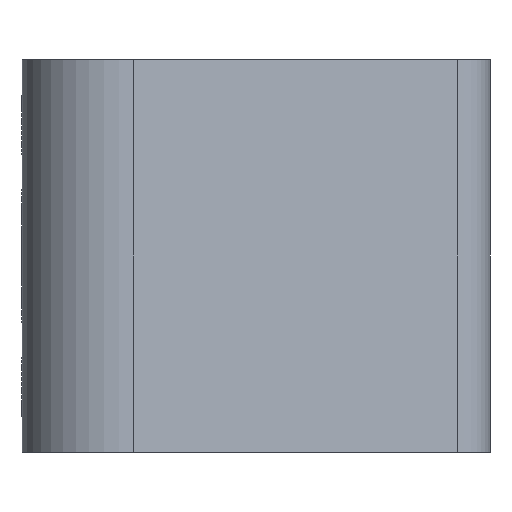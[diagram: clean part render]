
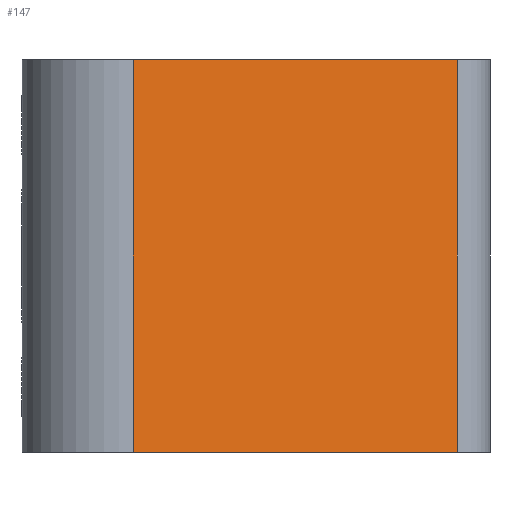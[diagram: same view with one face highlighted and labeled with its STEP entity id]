
A CAD part, front view. The second image highlights one B-rep face of the part: STEP entity #147.
In plain terms, the highlighted planar face has unit normal (0.259, -0.966, 0).
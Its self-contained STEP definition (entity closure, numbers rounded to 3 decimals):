
#119 = EDGE_CURVE ( 'NONE', #1430, #1384, #299, .T. ) ;
#144 = DIRECTION ( 'NONE',  ( -0.259, 0.966, 0. ) ) ;
#147 = ADVANCED_FACE ( 'NONE', ( #1835 ), #1018, .F. ) ;
#153 = CARTESIAN_POINT ( 'NONE',  ( 12.588, -131.659, 22.225 ) ) ;
#299 = LINE ( 'NONE', #1134, #1213 ) ;
#311 = ORIENTED_EDGE ( 'NONE', *, *, #1471, .T. ) ;
#440 = ORIENTED_EDGE ( 'NONE', *, *, #992, .F. ) ;
#442 = CARTESIAN_POINT ( 'NONE',  ( 49.294, -121.824, -22.225 ) ) ;
#459 = VECTOR ( 'NONE', #1343, 1000. ) ;
#462 = VERTEX_POINT ( 'NONE', #1685 ) ;
#539 = DIRECTION ( 'NONE',  ( 0.966, 0.259, 0. ) ) ;
#568 = DIRECTION ( 'NONE',  ( -0.966, -0.259, 0. ) ) ;
#604 = CARTESIAN_POINT ( 'NONE',  ( 12.588, -131.659, -22.225 ) ) ;
#654 = AXIS2_PLACEMENT_3D ( 'NONE', #153, #144, #568 ) ;
#668 = ORIENTED_EDGE ( 'NONE', *, *, #1748, .F. ) ;
#746 = LINE ( 'NONE', #1773, #839 ) ;
#839 = VECTOR ( 'NONE', #1189, 1000. ) ;
#992 = EDGE_CURVE ( 'NONE', #1836, #1384, #746, .T. ) ;
#1018 = PLANE ( 'NONE',  #654 ) ;
#1058 = CARTESIAN_POINT ( 'NONE',  ( 12.588, -131.659, 22.225 ) ) ;
#1134 = CARTESIAN_POINT ( 'NONE',  ( 12.588, -131.659, -22.225 ) ) ;
#1189 = DIRECTION ( 'NONE',  ( 0., 0., -1. ) ) ;
#1213 = VECTOR ( 'NONE', #1436, 1000. ) ;
#1246 = LINE ( 'NONE', #1534, #1373 ) ;
#1343 = DIRECTION ( 'NONE',  ( 0., 0., -1. ) ) ;
#1356 = ORIENTED_EDGE ( 'NONE', *, *, #119, .T. ) ;
#1373 = VECTOR ( 'NONE', #539, 1000. ) ;
#1384 = VERTEX_POINT ( 'NONE', #442 ) ;
#1430 = VERTEX_POINT ( 'NONE', #604 ) ;
#1436 = DIRECTION ( 'NONE',  ( 0.966, 0.259, 0. ) ) ;
#1471 = EDGE_CURVE ( 'NONE', #462, #1430, #1616, .T. ) ;
#1534 = CARTESIAN_POINT ( 'NONE',  ( 12.588, -131.659, 22.225 ) ) ;
#1557 = EDGE_LOOP ( 'NONE', ( #1356, #440, #668, #311 ) ) ;
#1565 = CARTESIAN_POINT ( 'NONE',  ( 49.294, -121.824, 22.225 ) ) ;
#1616 = LINE ( 'NONE', #1058, #459 ) ;
#1685 = CARTESIAN_POINT ( 'NONE',  ( 12.588, -131.659, 22.225 ) ) ;
#1748 = EDGE_CURVE ( 'NONE', #462, #1836, #1246, .T. ) ;
#1773 = CARTESIAN_POINT ( 'NONE',  ( 49.294, -121.824, 22.225 ) ) ;
#1835 = FACE_OUTER_BOUND ( 'NONE', #1557, .T. ) ;
#1836 = VERTEX_POINT ( 'NONE', #1565 ) ;
